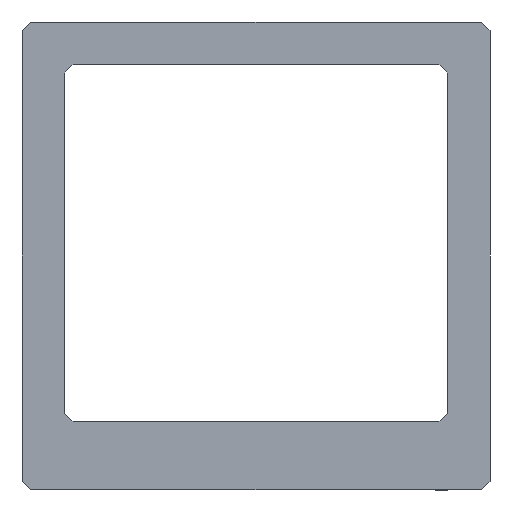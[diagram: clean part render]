
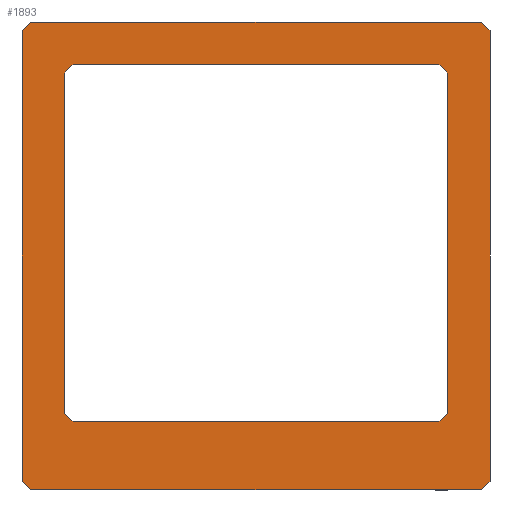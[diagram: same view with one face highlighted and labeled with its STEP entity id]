
A CAD part, front view. The second image highlights one B-rep face of the part: STEP entity #1893.
In plain terms, the highlighted planar face has unit normal (0, -1, 0).
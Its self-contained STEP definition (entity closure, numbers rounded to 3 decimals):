
#31 = CARTESIAN_POINT ( 'NONE',  ( -26.5, -16., -27.5 ) ) ;
#33 = VECTOR ( 'NONE', #1615, 1000. ) ;
#38 = FACE_BOUND ( 'NONE', #667, .T. ) ;
#41 = CARTESIAN_POINT ( 'NONE',  ( 22., -16., 22. ) ) ;
#52 = EDGE_CURVE ( 'NONE', #2272, #1575, #1909, .T. ) ;
#56 = VERTEX_POINT ( 'NONE', #180 ) ;
#65 = CARTESIAN_POINT ( 'NONE',  ( 27.5, -16., 26.5 ) ) ;
#82 = LINE ( 'NONE', #2017, #1609 ) ;
#155 = EDGE_CURVE ( 'NONE', #1365, #1951, #2175, .T. ) ;
#180 = CARTESIAN_POINT ( 'NONE',  ( -22.5, -16., 21.5 ) ) ;
#198 = LINE ( 'NONE', #381, #355 ) ;
#212 = EDGE_CURVE ( 'NONE', #1499, #56, #937, .T. ) ;
#269 = CARTESIAN_POINT ( 'NONE',  ( -27.5, -16., -26.5 ) ) ;
#282 = VERTEX_POINT ( 'NONE', #269 ) ;
#303 = CARTESIAN_POINT ( 'NONE',  ( 0., -16., -27.5 ) ) ;
#313 = CARTESIAN_POINT ( 'NONE',  ( -26.5, -16., -27.5 ) ) ;
#320 = VECTOR ( 'NONE', #2044, 1000. ) ;
#328 = LINE ( 'NONE', #1175, #320 ) ;
#335 = VECTOR ( 'NONE', #2117, 1000. ) ;
#350 = ORIENTED_EDGE ( 'NONE', *, *, #212, .T. ) ;
#355 = VECTOR ( 'NONE', #1258, 1000. ) ;
#381 = CARTESIAN_POINT ( 'NONE',  ( 22.5, -16., 0. ) ) ;
#399 = DIRECTION ( 'NONE',  ( 0., 0., 1. ) ) ;
#410 = VECTOR ( 'NONE', #798, 1000. ) ;
#420 = LINE ( 'NONE', #31, #2179 ) ;
#492 = CARTESIAN_POINT ( 'NONE',  ( 26.5, -16., -27.5 ) ) ;
#516 = CARTESIAN_POINT ( 'NONE',  ( 27.5, -16., -26.5 ) ) ;
#518 = LINE ( 'NONE', #1191, #1842 ) ;
#526 = VECTOR ( 'NONE', #938, 1000. ) ;
#553 = EDGE_CURVE ( 'NONE', #282, #1566, #420, .T. ) ;
#559 = DIRECTION ( 'NONE',  ( 0.707, 0., 0.707 ) ) ;
#605 = DIRECTION ( 'NONE',  ( 0.707, 0., -0.707 ) ) ;
#626 = EDGE_CURVE ( 'NONE', #2064, #1528, #911, .T. ) ;
#636 = CARTESIAN_POINT ( 'NONE',  ( -22.5, -16., -18.5 ) ) ;
#648 = EDGE_CURVE ( 'NONE', #1951, #2272, #817, .T. ) ;
#650 = ORIENTED_EDGE ( 'NONE', *, *, #1905, .F. ) ;
#667 = EDGE_LOOP ( 'NONE', ( #1579, #1088, #350, #2184, #1998, #1210, #650, #1633 ) ) ;
#685 = LINE ( 'NONE', #1921, #33 ) ;
#730 = VECTOR ( 'NONE', #1564, 1000. ) ;
#759 = DIRECTION ( 'NONE',  ( 1., 0., 0. ) ) ;
#796 = ORIENTED_EDGE ( 'NONE', *, *, #1214, .T. ) ;
#798 = DIRECTION ( 'NONE',  ( -1., 0., 0. ) ) ;
#807 = EDGE_CURVE ( 'NONE', #1198, #2064, #518, .T. ) ;
#817 = LINE ( 'NONE', #2039, #410 ) ;
#835 = VECTOR ( 'NONE', #987, 1000. ) ;
#885 = VERTEX_POINT ( 'NONE', #492 ) ;
#897 = CARTESIAN_POINT ( 'NONE',  ( -26.5, -16., 27.5 ) ) ;
#908 = DIRECTION ( 'NONE',  ( 0., 1., 0. ) ) ;
#911 = LINE ( 'NONE', #41, #1882 ) ;
#937 = LINE ( 'NONE', #1302, #2165 ) ;
#938 = DIRECTION ( 'NONE',  ( -0.707, 0., -0.707 ) ) ;
#945 = EDGE_CURVE ( 'NONE', #1365, #1933, #2124, .T. ) ;
#949 = VERTEX_POINT ( 'NONE', #1280 ) ;
#987 = DIRECTION ( 'NONE',  ( -1., 0., 0. ) ) ;
#1027 = EDGE_CURVE ( 'NONE', #1846, #1652, #82, .T. ) ;
#1035 = FACE_OUTER_BOUND ( 'NONE', #1561, .T. ) ;
#1083 = LINE ( 'NONE', #1750, #730 ) ;
#1088 = ORIENTED_EDGE ( 'NONE', *, *, #1248, .T. ) ;
#1133 = EDGE_CURVE ( 'NONE', #885, #1933, #328, .T. ) ;
#1157 = EDGE_CURVE ( 'NONE', #885, #1566, #1701, .T. ) ;
#1175 = CARTESIAN_POINT ( 'NONE',  ( 27.5, -16., -26.5 ) ) ;
#1191 = CARTESIAN_POINT ( 'NONE',  ( 0., -16., 22.5 ) ) ;
#1194 = CARTESIAN_POINT ( 'NONE',  ( -27.5, -16., 26.5 ) ) ;
#1198 = VERTEX_POINT ( 'NONE', #1443 ) ;
#1210 = ORIENTED_EDGE ( 'NONE', *, *, #626, .T. ) ;
#1214 = EDGE_CURVE ( 'NONE', #1575, #282, #1083, .T. ) ;
#1219 = VECTOR ( 'NONE', #1979, 1000. ) ;
#1220 = CARTESIAN_POINT ( 'NONE',  ( 26.5, -16., 27.5 ) ) ;
#1248 = EDGE_CURVE ( 'NONE', #1846, #1499, #685, .T. ) ;
#1258 = DIRECTION ( 'NONE',  ( 0., 0., 1. ) ) ;
#1272 = DIRECTION ( 'NONE',  ( 0.707, 0., -0.707 ) ) ;
#1280 = CARTESIAN_POINT ( 'NONE',  ( 22.5, -16., -18.5 ) ) ;
#1301 = ORIENTED_EDGE ( 'NONE', *, *, #52, .T. ) ;
#1302 = CARTESIAN_POINT ( 'NONE',  ( -22.5, -16., 0. ) ) ;
#1334 = ORIENTED_EDGE ( 'NONE', *, *, #648, .T. ) ;
#1365 = VERTEX_POINT ( 'NONE', #65 ) ;
#1398 = DIRECTION ( 'NONE',  ( 1., 0., 0. ) ) ;
#1400 = EDGE_CURVE ( 'NONE', #949, #1652, #1635, .T. ) ;
#1422 = CARTESIAN_POINT ( 'NONE',  ( 27.5, -16., 0. ) ) ;
#1443 = CARTESIAN_POINT ( 'NONE',  ( -21.5, -16., 22.5 ) ) ;
#1464 = AXIS2_PLACEMENT_3D ( 'NONE', #1776, #908, #2135 ) ;
#1480 = DIRECTION ( 'NONE',  ( 0., 0., -1. ) ) ;
#1499 = VERTEX_POINT ( 'NONE', #636 ) ;
#1528 = VERTEX_POINT ( 'NONE', #1895 ) ;
#1560 = CARTESIAN_POINT ( 'NONE',  ( 21.5, -16., -19.5 ) ) ;
#1561 = EDGE_LOOP ( 'NONE', ( #1824, #2116, #2002, #2197, #1334, #1301, #796, #2162 ) ) ;
#1564 = DIRECTION ( 'NONE',  ( 0., 0., -1. ) ) ;
#1566 = VERTEX_POINT ( 'NONE', #313 ) ;
#1575 = VERTEX_POINT ( 'NONE', #1194 ) ;
#1579 = ORIENTED_EDGE ( 'NONE', *, *, #1027, .F. ) ;
#1609 = VECTOR ( 'NONE', #759, 1000. ) ;
#1615 = DIRECTION ( 'NONE',  ( -0.707, 0., 0.707 ) ) ;
#1628 = CARTESIAN_POINT ( 'NONE',  ( 21.5, -16., 22.5 ) ) ;
#1633 = ORIENTED_EDGE ( 'NONE', *, *, #1400, .T. ) ;
#1635 = LINE ( 'NONE', #1660, #526 ) ;
#1652 = VERTEX_POINT ( 'NONE', #1560 ) ;
#1660 = CARTESIAN_POINT ( 'NONE',  ( 20.5, -16., -20.5 ) ) ;
#1701 = LINE ( 'NONE', #303, #835 ) ;
#1713 = VECTOR ( 'NONE', #1480, 1000. ) ;
#1750 = CARTESIAN_POINT ( 'NONE',  ( -27.5, -16., 0. ) ) ;
#1756 = EDGE_CURVE ( 'NONE', #56, #1198, #1803, .T. ) ;
#1776 = CARTESIAN_POINT ( 'NONE',  ( 0., -16., 0. ) ) ;
#1785 = CARTESIAN_POINT ( 'NONE',  ( -27.5, -16., 26.5 ) ) ;
#1803 = LINE ( 'NONE', #2140, #1976 ) ;
#1819 = CARTESIAN_POINT ( 'NONE',  ( 26.5, -16., 27.5 ) ) ;
#1824 = ORIENTED_EDGE ( 'NONE', *, *, #1157, .F. ) ;
#1842 = VECTOR ( 'NONE', #1398, 1000. ) ;
#1846 = VERTEX_POINT ( 'NONE', #1913 ) ;
#1882 = VECTOR ( 'NONE', #605, 1000. ) ;
#1893 = ADVANCED_FACE ( 'NONE', ( #38, #1035 ), #2122, .F. ) ;
#1895 = CARTESIAN_POINT ( 'NONE',  ( 22.5, -16., 21.5 ) ) ;
#1905 = EDGE_CURVE ( 'NONE', #949, #1528, #198, .T. ) ;
#1909 = LINE ( 'NONE', #1785, #335 ) ;
#1913 = CARTESIAN_POINT ( 'NONE',  ( -21.5, -16., -19.5 ) ) ;
#1921 = CARTESIAN_POINT ( 'NONE',  ( -20.5, -16., -20.5 ) ) ;
#1933 = VERTEX_POINT ( 'NONE', #516 ) ;
#1951 = VERTEX_POINT ( 'NONE', #1220 ) ;
#1976 = VECTOR ( 'NONE', #559, 1000. ) ;
#1979 = DIRECTION ( 'NONE',  ( -0.707, 0., 0.707 ) ) ;
#1998 = ORIENTED_EDGE ( 'NONE', *, *, #807, .T. ) ;
#2002 = ORIENTED_EDGE ( 'NONE', *, *, #945, .F. ) ;
#2017 = CARTESIAN_POINT ( 'NONE',  ( 0., -16., -19.5 ) ) ;
#2039 = CARTESIAN_POINT ( 'NONE',  ( 0., -16., 27.5 ) ) ;
#2044 = DIRECTION ( 'NONE',  ( 0.707, 0., 0.707 ) ) ;
#2064 = VERTEX_POINT ( 'NONE', #1628 ) ;
#2116 = ORIENTED_EDGE ( 'NONE', *, *, #1133, .T. ) ;
#2117 = DIRECTION ( 'NONE',  ( -0.707, 0., -0.707 ) ) ;
#2122 = PLANE ( 'NONE',  #1464 ) ;
#2124 = LINE ( 'NONE', #1422, #1713 ) ;
#2135 = DIRECTION ( 'NONE',  ( 0., 0., 1. ) ) ;
#2140 = CARTESIAN_POINT ( 'NONE',  ( -22., -16., 22. ) ) ;
#2162 = ORIENTED_EDGE ( 'NONE', *, *, #553, .T. ) ;
#2165 = VECTOR ( 'NONE', #399, 1000. ) ;
#2175 = LINE ( 'NONE', #1819, #1219 ) ;
#2179 = VECTOR ( 'NONE', #1272, 1000. ) ;
#2184 = ORIENTED_EDGE ( 'NONE', *, *, #1756, .T. ) ;
#2197 = ORIENTED_EDGE ( 'NONE', *, *, #155, .T. ) ;
#2272 = VERTEX_POINT ( 'NONE', #897 ) ;
